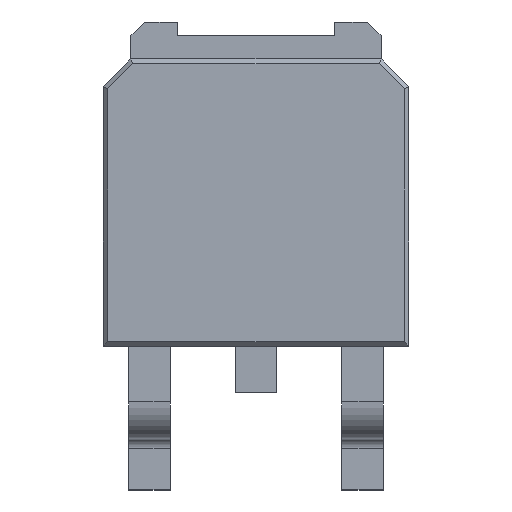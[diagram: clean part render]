
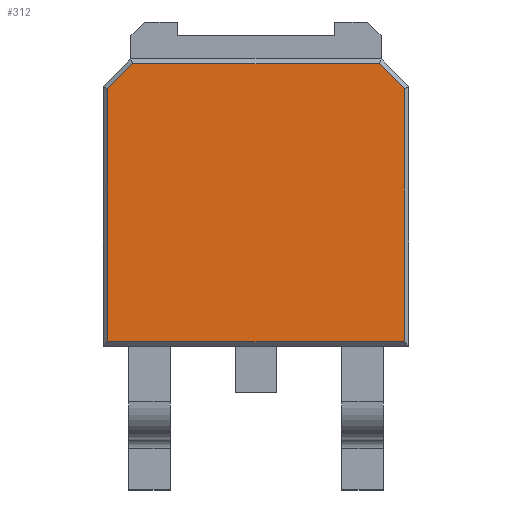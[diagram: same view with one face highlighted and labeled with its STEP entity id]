
A CAD part, top view. The second image highlights one B-rep face of the part: STEP entity #312.
In plain terms, the highlighted planar face has unit normal (0, 0, 1).
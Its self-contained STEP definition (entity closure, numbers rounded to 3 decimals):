
#312 = ADVANCED_FACE('',(#313),#363,.T.);
#313 = FACE_BOUND('',#314,.T.);
#314 = EDGE_LOOP('',(#315,#325,#333,#341,#349,#357));
#315 = ORIENTED_EDGE('',*,*,#316,.T.);
#316 = EDGE_CURVE('',#317,#319,#321,.T.);
#317 = VERTEX_POINT('',#318);
#318 = CARTESIAN_POINT('',(-3.2,3.609,2.4));
#319 = VERTEX_POINT('',#320);
#320 = CARTESIAN_POINT('',(-3.2,-1.85,2.4));
#321 = LINE('',#322,#323);
#322 = CARTESIAN_POINT('',(-3.2,-1.95,2.4));
#323 = VECTOR('',#324,1.);
#324 = DIRECTION('',(0.,-1.,0.));
#325 = ORIENTED_EDGE('',*,*,#326,.T.);
#326 = EDGE_CURVE('',#319,#327,#329,.T.);
#327 = VERTEX_POINT('',#328);
#328 = CARTESIAN_POINT('',(3.2,-1.85,2.4));
#329 = LINE('',#330,#331);
#330 = CARTESIAN_POINT('',(3.3,-1.85,2.4));
#331 = VECTOR('',#332,1.);
#332 = DIRECTION('',(1.,0.,0.));
#333 = ORIENTED_EDGE('',*,*,#334,.T.);
#334 = EDGE_CURVE('',#327,#335,#337,.T.);
#335 = VERTEX_POINT('',#336);
#336 = CARTESIAN_POINT('',(3.2,3.609,2.4));
#337 = LINE('',#338,#339);
#338 = CARTESIAN_POINT('',(3.2,3.65,2.4));
#339 = VECTOR('',#340,1.);
#340 = DIRECTION('',(0.,1.,0.));
#341 = ORIENTED_EDGE('',*,*,#342,.T.);
#342 = EDGE_CURVE('',#335,#343,#345,.T.);
#343 = VERTEX_POINT('',#344);
#344 = CARTESIAN_POINT('',(2.659,4.15,2.4));
#345 = LINE('',#346,#347);
#346 = CARTESIAN_POINT('',(-0.371,7.179,2.4));
#347 = VECTOR('',#348,1.);
#348 = DIRECTION('',(-0.707,0.707,0.));
#349 = ORIENTED_EDGE('',*,*,#350,.T.);
#350 = EDGE_CURVE('',#343,#351,#353,.T.);
#351 = VERTEX_POINT('',#352);
#352 = CARTESIAN_POINT('',(-2.659,4.15,2.4));
#353 = LINE('',#354,#355);
#354 = CARTESIAN_POINT('',(-2.7,4.15,2.4));
#355 = VECTOR('',#356,1.);
#356 = DIRECTION('',(-1.,0.,0.));
#357 = ORIENTED_EDGE('',*,*,#358,.T.);
#358 = EDGE_CURVE('',#351,#317,#359,.T.);
#359 = LINE('',#360,#361);
#360 = CARTESIAN_POINT('',(-2.929,3.879,2.4));
#361 = VECTOR('',#362,1.);
#362 = DIRECTION('',(-0.707,-0.707,0.));
#363 = PLANE('',#364);
#364 = AXIS2_PLACEMENT_3D('',#365,#366,#367);
#365 = CARTESIAN_POINT('',(-3.3,4.25,2.4));
#366 = DIRECTION('',(0.,0.,1.));
#367 = DIRECTION('',(1.,0.,0.));
